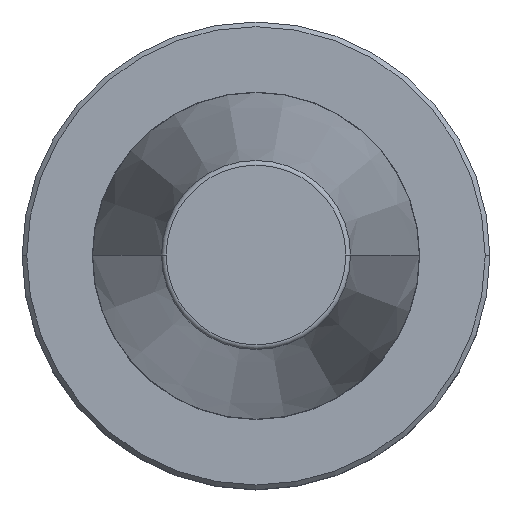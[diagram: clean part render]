
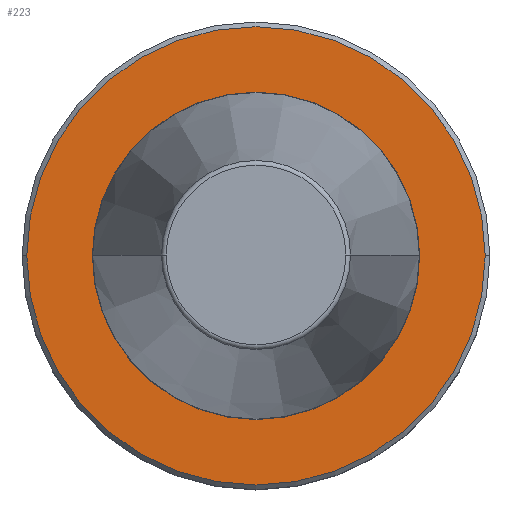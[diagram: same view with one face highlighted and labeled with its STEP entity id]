
A CAD part, top view. The second image highlights one B-rep face of the part: STEP entity #223.
In plain terms, the highlighted planar face has unit normal (0, 0, 1).
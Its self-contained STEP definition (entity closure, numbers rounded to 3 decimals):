
#6 = DIRECTION ( 'NONE',  ( 1., 0., 0. ) ) ;
#18 = DIRECTION ( 'NONE',  ( 0., 0., 1. ) ) ;
#29 = ORIENTED_EDGE ( 'NONE', *, *, #1018, .F. ) ;
#31 = EDGE_CURVE ( 'NONE', #341, #93, #768, .T. ) ;
#37 = CIRCLE ( 'NONE', #438, 35. ) ;
#93 = VERTEX_POINT ( 'NONE', #1245 ) ;
#104 = AXIS2_PLACEMENT_3D ( 'NONE', #474, #255, #572 ) ;
#154 = CARTESIAN_POINT ( 'NONE',  ( 0., 0., -3. ) ) ;
#157 = AXIS2_PLACEMENT_3D ( 'NONE', #700, #1184, #366 ) ;
#194 = ORIENTED_EDGE ( 'NONE', *, *, #1196, .T. ) ;
#200 = CIRCLE ( 'NONE', #104, 49. ) ;
#217 = EDGE_LOOP ( 'NONE', ( #1287, #194 ) ) ;
#223 = ADVANCED_FACE ( 'NONE', ( #1134, #388 ), #899, .F. ) ;
#231 = CARTESIAN_POINT ( 'NONE',  ( 0., 0., -3. ) ) ;
#255 = DIRECTION ( 'NONE',  ( 0., 0., 1. ) ) ;
#267 = DIRECTION ( 'NONE',  ( 1., 0., 0. ) ) ;
#320 = CARTESIAN_POINT ( 'NONE',  ( -49., 0., -3. ) ) ;
#332 = VERTEX_POINT ( 'NONE', #823 ) ;
#340 = AXIS2_PLACEMENT_3D ( 'NONE', #231, #1272, #6 ) ;
#341 = VERTEX_POINT ( 'NONE', #708 ) ;
#366 = DIRECTION ( 'NONE',  ( -1., 0., 0. ) ) ;
#388 = FACE_OUTER_BOUND ( 'NONE', #217, .T. ) ;
#438 = AXIS2_PLACEMENT_3D ( 'NONE', #661, #18, #766 ) ;
#458 = EDGE_CURVE ( 'NONE', #898, #332, #200, .T. ) ;
#474 = CARTESIAN_POINT ( 'NONE',  ( 0., 0., -3. ) ) ;
#572 = DIRECTION ( 'NONE',  ( 1., 0., 0. ) ) ;
#661 = CARTESIAN_POINT ( 'NONE',  ( 0., 0., -3. ) ) ;
#700 = CARTESIAN_POINT ( 'NONE',  ( 0., 49., -3. ) ) ;
#708 = CARTESIAN_POINT ( 'NONE',  ( 35., 0., -3. ) ) ;
#762 = CIRCLE ( 'NONE', #1132, 49. ) ;
#766 = DIRECTION ( 'NONE',  ( 1., 0., 0. ) ) ;
#768 = CIRCLE ( 'NONE', #340, 35. ) ;
#797 = EDGE_LOOP ( 'NONE', ( #1203, #29 ) ) ;
#823 = CARTESIAN_POINT ( 'NONE',  ( 49., 0., -3. ) ) ;
#896 = DIRECTION ( 'NONE',  ( 0., 0., 1. ) ) ;
#898 = VERTEX_POINT ( 'NONE', #320 ) ;
#899 = PLANE ( 'NONE',  #157 ) ;
#1018 = EDGE_CURVE ( 'NONE', #93, #341, #37, .T. ) ;
#1132 = AXIS2_PLACEMENT_3D ( 'NONE', #154, #896, #267 ) ;
#1134 = FACE_BOUND ( 'NONE', #797, .T. ) ;
#1184 = DIRECTION ( 'NONE',  ( 0., 0., -1. ) ) ;
#1196 = EDGE_CURVE ( 'NONE', #332, #898, #762, .T. ) ;
#1203 = ORIENTED_EDGE ( 'NONE', *, *, #31, .F. ) ;
#1245 = CARTESIAN_POINT ( 'NONE',  ( -35., 0., -3. ) ) ;
#1272 = DIRECTION ( 'NONE',  ( 0., 0., 1. ) ) ;
#1287 = ORIENTED_EDGE ( 'NONE', *, *, #458, .T. ) ;
